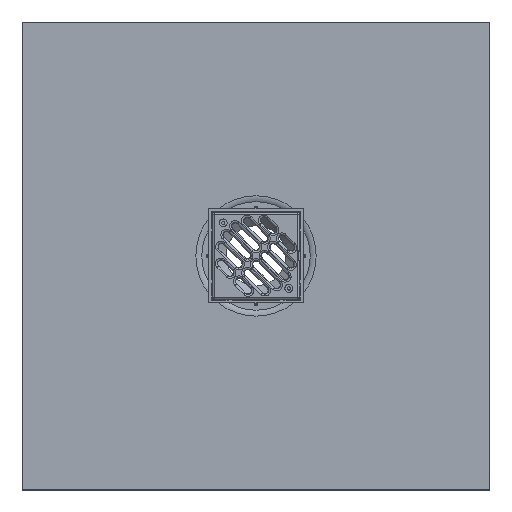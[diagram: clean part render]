
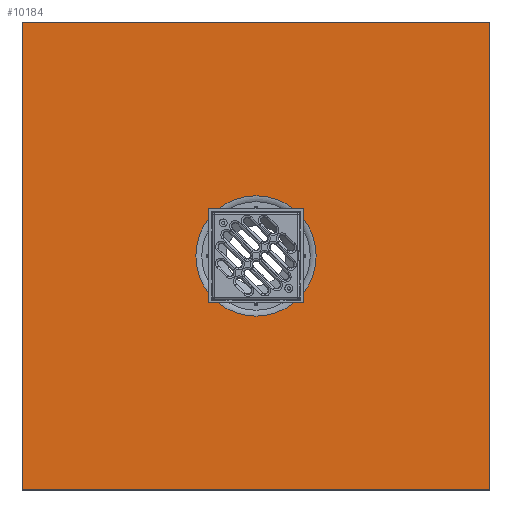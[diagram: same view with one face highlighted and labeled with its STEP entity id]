
A CAD part, top view. The second image highlights one B-rep face of the part: STEP entity #10184.
In plain terms, the highlighted planar face has unit normal (0, 0, 1).
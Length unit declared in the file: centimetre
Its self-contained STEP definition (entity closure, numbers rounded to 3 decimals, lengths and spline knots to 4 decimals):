
#497=LINE('',#18188,#1106);
#501=LINE('',#18195,#1110);
#504=LINE('',#18201,#1113);
#505=LINE('',#18203,#1114);
#1106=VECTOR('',#13388,1.);
#1110=VECTOR('',#13394,1.);
#1113=VECTOR('',#13399,1.);
#1114=VECTOR('',#13402,1.);
#1720=FACE_BOUND('',#2888,.T.);
#1822=PLANE('',#11202);
#2204=FACE_OUTER_BOUND('',#2887,.T.);
#2887=EDGE_LOOP('',(#7872,#7873,#7874,#7875));
#2888=EDGE_LOOP('',(#7876));
#3724=CIRCLE('',#11172,64.3137);
#4568=VERTEX_POINT('',#18139);
#4583=VERTEX_POINT('',#18185);
#4584=VERTEX_POINT('',#18187);
#4586=VERTEX_POINT('',#18193);
#4588=VERTEX_POINT('',#18199);
#5734=EDGE_CURVE('',#4568,#4568,#3724,.T.);
#5757=EDGE_CURVE('',#4583,#4584,#497,.T.);
#5761=EDGE_CURVE('',#4586,#4583,#501,.T.);
#5764=EDGE_CURVE('',#4588,#4586,#504,.T.);
#5765=EDGE_CURVE('',#4584,#4588,#505,.T.);
#7872=ORIENTED_EDGE('',*,*,#5757,.F.);
#7873=ORIENTED_EDGE('',*,*,#5761,.F.);
#7874=ORIENTED_EDGE('',*,*,#5764,.F.);
#7875=ORIENTED_EDGE('',*,*,#5765,.F.);
#7876=ORIENTED_EDGE('',*,*,#5734,.T.);
#10184=ADVANCED_FACE('',(#2204,#1720),#1822,.F.);
#11172=AXIS2_PLACEMENT_3D('',#18140,#13328,#13329);
#11202=AXIS2_PLACEMENT_3D('',#18202,#13400,#13401);
#13328=DIRECTION('center_axis',(0.,0.,-1.));
#13329=DIRECTION('ref_axis',(1.,0.,0.));
#13388=DIRECTION('',(0.,-1.,0.));
#13394=DIRECTION('',(1.,0.,0.));
#13399=DIRECTION('',(0.,1.,0.));
#13400=DIRECTION('center_axis',(0.,0.,-1.));
#13401=DIRECTION('ref_axis',(-1.,0.,0.));
#13402=DIRECTION('',(-1.,0.,0.));
#18139=CARTESIAN_POINT('',(1008.9395,184.3313,128.));
#18140=CARTESIAN_POINT('Origin',(1008.9395,248.645,128.));
#18185=CARTESIAN_POINT('',(1258.9395,498.645,128.));
#18187=CARTESIAN_POINT('',(1258.9395,-1.355,128.));
#18188=CARTESIAN_POINT('',(1258.9395,248.645,128.));
#18193=CARTESIAN_POINT('',(758.9395,498.645,128.));
#18195=CARTESIAN_POINT('',(1008.9395,498.645,128.));
#18199=CARTESIAN_POINT('',(758.9395,-1.355,128.));
#18201=CARTESIAN_POINT('',(758.9395,248.645,128.));
#18202=CARTESIAN_POINT('Origin',(1008.9395,248.645,128.));
#18203=CARTESIAN_POINT('',(1008.9395,-1.355,128.));
